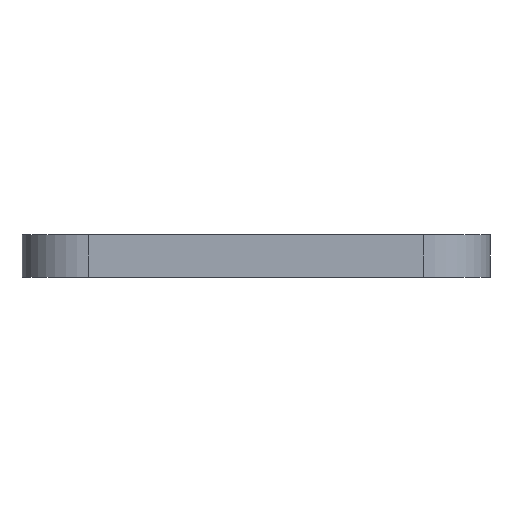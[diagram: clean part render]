
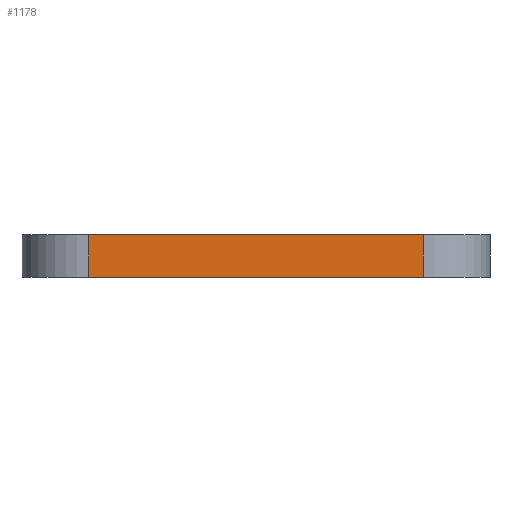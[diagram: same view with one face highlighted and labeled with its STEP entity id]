
A CAD part, front view. The second image highlights one B-rep face of the part: STEP entity #1178.
In plain terms, the highlighted planar face has unit normal (0, -1, 0).
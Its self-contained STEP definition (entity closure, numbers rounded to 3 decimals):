
#55 = CYLINDRICAL_SURFACE('',#56,2.54);
#56 = AXIS2_PLACEMENT_3D('',#57,#58,#59);
#57 = CARTESIAN_POINT('',(142.151,-111.989,0.));
#58 = DIRECTION('',(-0.,-0.,-1.));
#59 = DIRECTION('',(1.,0.,-0.));
#83 = PLANE('',#84);
#84 = AXIS2_PLACEMENT_3D('',#85,#86,#87);
#85 = CARTESIAN_POINT('',(148.501,-105.004,1.6));
#86 = DIRECTION('',(-0.,-0.,-1.));
#87 = DIRECTION('',(-1.,0.,0.));
#137 = PLANE('',#138);
#138 = AXIS2_PLACEMENT_3D('',#139,#140,#141);
#139 = CARTESIAN_POINT('',(148.501,-105.004,0.));
#140 = DIRECTION('',(-0.,-0.,-1.));
#141 = DIRECTION('',(-1.,0.,0.));
#154 = VERTEX_POINT('',#155);
#155 = CARTESIAN_POINT('',(142.151,-114.529,1.6));
#181 = EDGE_CURVE('',#182,#154,#184,.T.);
#182 = VERTEX_POINT('',#183);
#183 = CARTESIAN_POINT('',(142.151,-114.529,0.));
#184 = SURFACE_CURVE('',#185,(#189,#196),.PCURVE_S1.);
#185 = LINE('',#186,#187);
#186 = CARTESIAN_POINT('',(142.151,-114.529,0.));
#187 = VECTOR('',#188,1.);
#188 = DIRECTION('',(0.,0.,1.));
#189 = PCURVE('',#55,#190);
#190 = DEFINITIONAL_REPRESENTATION('',(#191),#195);
#191 = LINE('',#192,#193);
#192 = CARTESIAN_POINT('',(-4.712,0.));
#193 = VECTOR('',#194,1.);
#194 = DIRECTION('',(-0.,-1.));
#195 = ( GEOMETRIC_REPRESENTATION_CONTEXT(2) 
PARAMETRIC_REPRESENTATION_CONTEXT() REPRESENTATION_CONTEXT('2D SPACE',''
  ) );
#196 = PCURVE('',#197,#202);
#197 = PLANE('',#198);
#198 = AXIS2_PLACEMENT_3D('',#199,#200,#201);
#199 = CARTESIAN_POINT('',(154.851,-114.529,0.));
#200 = DIRECTION('',(0.,-1.,0.));
#201 = DIRECTION('',(-1.,0.,0.));
#202 = DEFINITIONAL_REPRESENTATION('',(#203),#207);
#203 = LINE('',#204,#205);
#204 = CARTESIAN_POINT('',(12.7,0.));
#205 = VECTOR('',#206,1.);
#206 = DIRECTION('',(0.,-1.));
#207 = ( GEOMETRIC_REPRESENTATION_CONTEXT(2) 
PARAMETRIC_REPRESENTATION_CONTEXT() REPRESENTATION_CONTEXT('2D SPACE',''
  ) );
#411 = VERTEX_POINT('',#412);
#412 = CARTESIAN_POINT('',(154.851,-114.529,0.));
#431 = CYLINDRICAL_SURFACE('',#432,2.54);
#432 = AXIS2_PLACEMENT_3D('',#433,#434,#435);
#433 = CARTESIAN_POINT('',(154.851,-111.989,0.));
#434 = DIRECTION('',(-0.,-0.,-1.));
#435 = DIRECTION('',(1.,0.,-0.));
#443 = EDGE_CURVE('',#411,#182,#444,.T.);
#444 = SURFACE_CURVE('',#445,(#449,#456),.PCURVE_S1.);
#445 = LINE('',#446,#447);
#446 = CARTESIAN_POINT('',(154.851,-114.529,0.));
#447 = VECTOR('',#448,1.);
#448 = DIRECTION('',(-1.,0.,0.));
#449 = PCURVE('',#137,#450);
#450 = DEFINITIONAL_REPRESENTATION('',(#451),#455);
#451 = LINE('',#452,#453);
#452 = CARTESIAN_POINT('',(-6.35,-9.525));
#453 = VECTOR('',#454,1.);
#454 = DIRECTION('',(1.,0.));
#455 = ( GEOMETRIC_REPRESENTATION_CONTEXT(2) 
PARAMETRIC_REPRESENTATION_CONTEXT() REPRESENTATION_CONTEXT('2D SPACE',''
  ) );
#456 = PCURVE('',#197,#457);
#457 = DEFINITIONAL_REPRESENTATION('',(#458),#462);
#458 = LINE('',#459,#460);
#459 = CARTESIAN_POINT('',(0.,0.));
#460 = VECTOR('',#461,1.);
#461 = DIRECTION('',(1.,0.));
#462 = ( GEOMETRIC_REPRESENTATION_CONTEXT(2) 
PARAMETRIC_REPRESENTATION_CONTEXT() REPRESENTATION_CONTEXT('2D SPACE',''
  ) );
#860 = VERTEX_POINT('',#861);
#861 = CARTESIAN_POINT('',(154.851,-114.529,1.6));
#887 = EDGE_CURVE('',#860,#154,#888,.T.);
#888 = SURFACE_CURVE('',#889,(#893,#900),.PCURVE_S1.);
#889 = LINE('',#890,#891);
#890 = CARTESIAN_POINT('',(154.851,-114.529,1.6));
#891 = VECTOR('',#892,1.);
#892 = DIRECTION('',(-1.,0.,0.));
#893 = PCURVE('',#83,#894);
#894 = DEFINITIONAL_REPRESENTATION('',(#895),#899);
#895 = LINE('',#896,#897);
#896 = CARTESIAN_POINT('',(-6.35,-9.525));
#897 = VECTOR('',#898,1.);
#898 = DIRECTION('',(1.,0.));
#899 = ( GEOMETRIC_REPRESENTATION_CONTEXT(2) 
PARAMETRIC_REPRESENTATION_CONTEXT() REPRESENTATION_CONTEXT('2D SPACE',''
  ) );
#900 = PCURVE('',#197,#901);
#901 = DEFINITIONAL_REPRESENTATION('',(#902),#906);
#902 = LINE('',#903,#904);
#903 = CARTESIAN_POINT('',(0.,-1.6));
#904 = VECTOR('',#905,1.);
#905 = DIRECTION('',(1.,0.));
#906 = ( GEOMETRIC_REPRESENTATION_CONTEXT(2) 
PARAMETRIC_REPRESENTATION_CONTEXT() REPRESENTATION_CONTEXT('2D SPACE',''
  ) );
#1178 = ADVANCED_FACE('',(#1179),#197,.T.);
#1179 = FACE_BOUND('',#1180,.T.);
#1180 = EDGE_LOOP('',(#1181,#1202,#1203,#1204));
#1181 = ORIENTED_EDGE('',*,*,#1182,.T.);
#1182 = EDGE_CURVE('',#411,#860,#1183,.T.);
#1183 = SURFACE_CURVE('',#1184,(#1188,#1195),.PCURVE_S1.);
#1184 = LINE('',#1185,#1186);
#1185 = CARTESIAN_POINT('',(154.851,-114.529,0.));
#1186 = VECTOR('',#1187,1.);
#1187 = DIRECTION('',(0.,0.,1.));
#1188 = PCURVE('',#197,#1189);
#1189 = DEFINITIONAL_REPRESENTATION('',(#1190),#1194);
#1190 = LINE('',#1191,#1192);
#1191 = CARTESIAN_POINT('',(0.,0.));
#1192 = VECTOR('',#1193,1.);
#1193 = DIRECTION('',(0.,-1.));
#1194 = ( GEOMETRIC_REPRESENTATION_CONTEXT(2) 
PARAMETRIC_REPRESENTATION_CONTEXT() REPRESENTATION_CONTEXT('2D SPACE',''
  ) );
#1195 = PCURVE('',#431,#1196);
#1196 = DEFINITIONAL_REPRESENTATION('',(#1197),#1201);
#1197 = LINE('',#1198,#1199);
#1198 = CARTESIAN_POINT('',(-4.712,0.));
#1199 = VECTOR('',#1200,1.);
#1200 = DIRECTION('',(-0.,-1.));
#1201 = ( GEOMETRIC_REPRESENTATION_CONTEXT(2) 
PARAMETRIC_REPRESENTATION_CONTEXT() REPRESENTATION_CONTEXT('2D SPACE',''
  ) );
#1202 = ORIENTED_EDGE('',*,*,#887,.T.);
#1203 = ORIENTED_EDGE('',*,*,#181,.F.);
#1204 = ORIENTED_EDGE('',*,*,#443,.F.);
